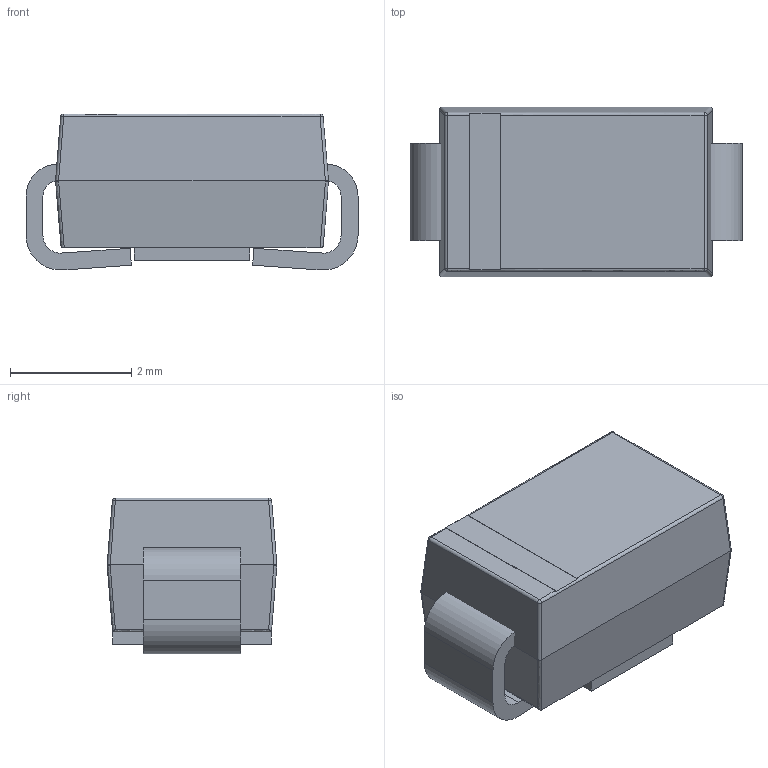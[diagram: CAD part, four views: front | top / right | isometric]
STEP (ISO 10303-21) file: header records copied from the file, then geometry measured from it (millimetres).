
FILE_DESCRIPTION(('FreeCAD Model'),'2;1');
FILE_NAME('DO-214AC.step', '2016-06-13T18:50:34',(''),(''),'Open CASCADE STEP processor 6.8', 'FreeCAD','Unknown');
FILE_SCHEMA(('AUTOMOTIVE_DESIGN_CC2 { 1 2 10303 214 -1 1 5 4 }'));
Length unit declared in the file: inch
Products named in the file (3): ASSEMBLY; body; pins
Assembly tree (2 placements, depth 2):
  ASSEMBLY
    body
    pins
Bounding box: 5.47 x 2.8 x 2.57 mm (x, y, z)
Volume: 30.4 mm3; surface area: 82.8 mm2
Topology: 3 solids, 3 shells, 71 faces, 167 edges, 98 vertices
Faces by surface type: plane 33, bspline 26, cylinder 8, sphere 4
Entity records: 11082 total; most frequent: CARTESIAN_POINT 7779, DIRECTION 433, ORIENTED_EDGE 326, PCURVE 326, DEFINITIONAL_REPRESENTATION 326, LINE 273, VECTOR 273, EDGE_CURVE 163
